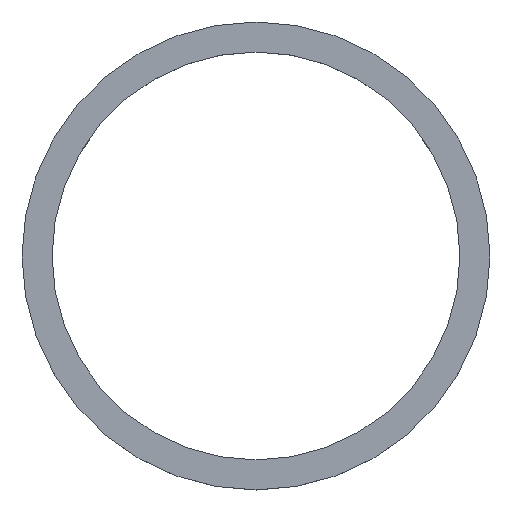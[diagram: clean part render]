
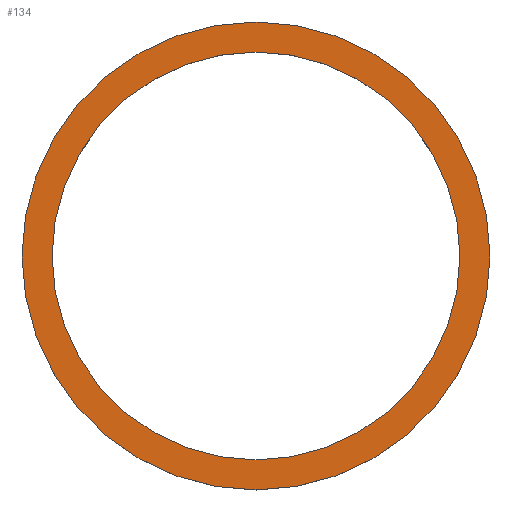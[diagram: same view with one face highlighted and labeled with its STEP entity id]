
A CAD part, top view. The second image highlights one B-rep face of the part: STEP entity #134.
In plain terms, the highlighted planar face has unit normal (0, 0, 1).
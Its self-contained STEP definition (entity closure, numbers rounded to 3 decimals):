
#1 = DIRECTION ( 'NONE',  ( 0., -1., 0. ) ) ;
#10 = CARTESIAN_POINT ( 'NONE',  ( 0., 0., 3. ) ) ;
#23 = FACE_BOUND ( 'NONE', #47, .T. ) ;
#25 = AXIS2_PLACEMENT_3D ( 'NONE', #120, #157, #100 ) ;
#40 = PLANE ( 'NONE',  #128 ) ;
#47 = EDGE_LOOP ( 'NONE', ( #158 ) ) ;
#53 = CARTESIAN_POINT ( 'NONE',  ( 0., 0., 3. ) ) ;
#55 = AXIS2_PLACEMENT_3D ( 'NONE', #53, #125, #74 ) ;
#62 = CARTESIAN_POINT ( 'NONE',  ( -27.25, 0., 3. ) ) ;
#68 = ORIENTED_EDGE ( 'NONE', *, *, #93, .F. ) ;
#69 = FACE_OUTER_BOUND ( 'NONE', #118, .T. ) ;
#74 = DIRECTION ( 'NONE',  ( -1., 0., 0. ) ) ;
#92 = CIRCLE ( 'NONE', #25, 27.25 ) ;
#93 = EDGE_CURVE ( 'NONE', #103, #103, #92, .T. ) ;
#100 = DIRECTION ( 'NONE',  ( -1., 0., 0. ) ) ;
#102 = DIRECTION ( 'NONE',  ( 0., 0., -1. ) ) ;
#103 = VERTEX_POINT ( 'NONE', #62 ) ;
#118 = EDGE_LOOP ( 'NONE', ( #68 ) ) ;
#120 = CARTESIAN_POINT ( 'NONE',  ( 0., 0., 3. ) ) ;
#125 = DIRECTION ( 'NONE',  ( 0., 0., -1. ) ) ;
#128 = AXIS2_PLACEMENT_3D ( 'NONE', #10, #102, #1 ) ;
#134 = ADVANCED_FACE ( 'NONE', ( #23, #69 ), #40, .F. ) ;
#152 = CARTESIAN_POINT ( 'NONE',  ( -23.75, 0., 3. ) ) ;
#157 = DIRECTION ( 'NONE',  ( 0., 0., -1. ) ) ;
#158 = ORIENTED_EDGE ( 'NONE', *, *, #165, .T. ) ;
#163 = CIRCLE ( 'NONE', #55, 23.75 ) ;
#164 = VERTEX_POINT ( 'NONE', #152 ) ;
#165 = EDGE_CURVE ( 'NONE', #164, #164, #163, .T. ) ;
